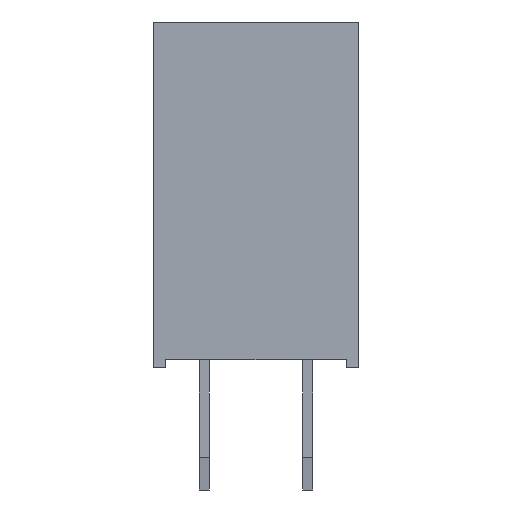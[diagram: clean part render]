
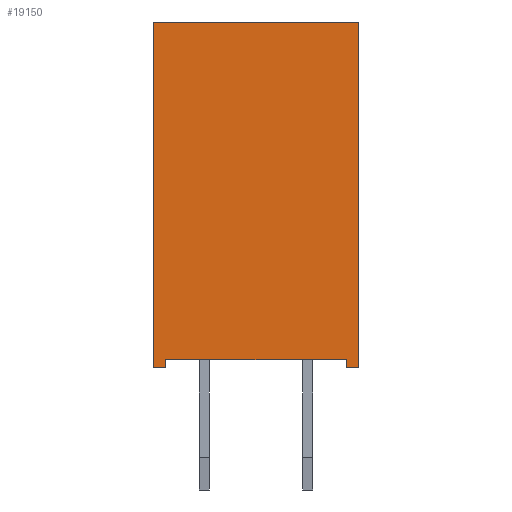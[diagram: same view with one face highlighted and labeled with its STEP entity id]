
A CAD part, left-side view. The second image highlights one B-rep face of the part: STEP entity #19150.
In plain terms, the highlighted planar face has unit normal (-1, 0, 0).
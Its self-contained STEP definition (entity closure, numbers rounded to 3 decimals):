
#1306=FACE_OUTER_BOUND('',#2346,.T.);
#2346=EDGE_LOOP('',(#13433,#13434,#13435,#13436,#13437,#13438,#13439,#13440));
#3572=LINE('',#27852,#5888);
#3575=LINE('',#27857,#5891);
#3577=LINE('',#27861,#5893);
#3587=LINE('',#27881,#5903);
#3618=LINE('',#27943,#5934);
#3628=LINE('',#27962,#5944);
#3629=LINE('',#27964,#5945);
#3630=LINE('',#27965,#5946);
#5888=VECTOR('',#22377,0.3);
#5891=VECTOR('',#22382,8.5);
#5893=VECTOR('',#22386,5.04);
#5903=VECTOR('',#22398,8.5);
#5934=VECTOR('',#22453,4.44);
#5944=VECTOR('',#22475,0.3);
#5945=VECTOR('',#22478,0.2);
#5946=VECTOR('',#22479,0.2);
#8150=VERTEX_POINT('',#27849);
#8151=VERTEX_POINT('',#27851);
#8152=VERTEX_POINT('',#27855);
#8153=VERTEX_POINT('',#27859);
#8162=VERTEX_POINT('',#27879);
#8180=VERTEX_POINT('',#27940);
#8181=VERTEX_POINT('',#27942);
#8184=VERTEX_POINT('',#27960);
#10092=EDGE_CURVE('',#8151,#8150,#3572,.T.);
#10095=EDGE_CURVE('',#8150,#8152,#3575,.T.);
#10097=EDGE_CURVE('',#8152,#8153,#3577,.T.);
#10107=EDGE_CURVE('',#8153,#8162,#3587,.T.);
#10138=EDGE_CURVE('',#8181,#8180,#3618,.T.);
#10148=EDGE_CURVE('',#8162,#8184,#3628,.T.);
#10149=EDGE_CURVE('',#8184,#8181,#3629,.T.);
#10150=EDGE_CURVE('',#8180,#8151,#3630,.T.);
#13433=ORIENTED_EDGE('',*,*,#10095,.T.);
#13434=ORIENTED_EDGE('',*,*,#10097,.T.);
#13435=ORIENTED_EDGE('',*,*,#10107,.T.);
#13436=ORIENTED_EDGE('',*,*,#10148,.T.);
#13437=ORIENTED_EDGE('',*,*,#10149,.T.);
#13438=ORIENTED_EDGE('',*,*,#10138,.T.);
#13439=ORIENTED_EDGE('',*,*,#10150,.T.);
#13440=ORIENTED_EDGE('',*,*,#10092,.T.);
#18338=PLANE('',#20290);
#19150=ADVANCED_FACE('',(#1306),#18338,.T.);
#20290=AXIS2_PLACEMENT_3D('',#27963,#22476,#22477);
#22377=DIRECTION('',(0.,0.,1.));
#22382=DIRECTION('',(0.,1.,0.));
#22386=DIRECTION('',(0.,0.,-1.));
#22398=DIRECTION('',(0.,-1.,0.));
#22453=DIRECTION('',(0.,0.,1.));
#22475=DIRECTION('',(0.,0.,1.));
#22476=DIRECTION('center_axis',(-1.,0.,0.));
#22477=DIRECTION('ref_axis',(0.,0.,1.));
#22478=DIRECTION('',(0.,1.,0.));
#22479=DIRECTION('',(0.,-1.,0.));
#27849=CARTESIAN_POINT('',(-1.47,-8.5,2.52));
#27851=CARTESIAN_POINT('',(-1.47,-8.5,2.22));
#27852=CARTESIAN_POINT('',(-1.47,-8.5,2.22));
#27855=CARTESIAN_POINT('',(-1.47,0.,2.52));
#27857=CARTESIAN_POINT('',(-1.47,-8.5,2.52));
#27859=CARTESIAN_POINT('',(-1.47,0.,-2.52));
#27861=CARTESIAN_POINT('',(-1.47,0.,2.52));
#27879=CARTESIAN_POINT('',(-1.47,-8.5,-2.52));
#27881=CARTESIAN_POINT('',(-1.47,0.,-2.52));
#27940=CARTESIAN_POINT('',(-1.47,-8.3,2.22));
#27942=CARTESIAN_POINT('',(-1.47,-8.3,-2.22));
#27943=CARTESIAN_POINT('',(-1.47,-8.3,-2.22));
#27960=CARTESIAN_POINT('',(-1.47,-8.5,-2.22));
#27962=CARTESIAN_POINT('',(-1.47,-8.5,-2.52));
#27963=CARTESIAN_POINT('Origin',(-1.47,0.,0.));
#27964=CARTESIAN_POINT('',(-1.47,-8.5,-2.22));
#27965=CARTESIAN_POINT('',(-1.47,-8.3,2.22));
